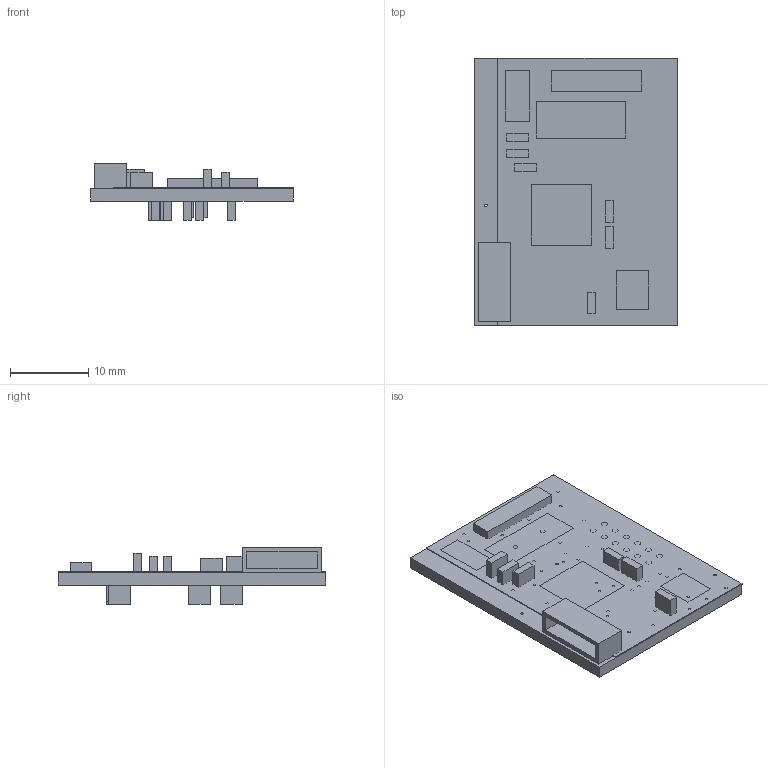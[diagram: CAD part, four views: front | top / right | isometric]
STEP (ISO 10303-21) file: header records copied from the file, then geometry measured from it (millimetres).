
FILE_DESCRIPTION(/* description */ (''),/* implementation_level */ '2;1');
FILE_NAME(/* name */ '4be55ee2-ecee-4f98-a046-ca715ea09f93.stp',/* time_stamp */ '2021-01-11T05:21:16+00:00',/* author */ (''),/* organization */ (''),/* preprocessor_version */ 'ST-DEVELOPER v18.1',/* originating_system */ 'Autodesk Translation Framework v9.7.1.1290',/* authorisation */ '');
FILE_SCHEMA (('AUTOMOTIVE_DESIGN { 1 0 10303 214 3 1 1 }'));
Length unit declared in the file: millimetre
Products named in the file (13): 4be55ee2-ecee-4f98-a046-ca715ea09f93; PCB Component; Board; 20pF; LED-0603; 10k; DISCRETECOMPONENTS_SWITCH; FE05-1; STM32F042K6T6; TCAN337D; ECS-80-S-4X; JST-8PIN; BACKPLANE_CONNECTORSESC
Assembly tree (25 placements, depth 3):
  4be55ee2-ecee-4f98-a046-ca715ea09f93
    PCB Component
      Board
      20pF  x10
      LED-0603
      10k  x5
      DISCRETECOMPONENTS_SWITCH
      FE05-1
      STM32F042K6T6
      TCAN337D
      ECS-80-S-4X
      JST-8PIN
      BACKPLANE_CONNECTORSESC
Bounding box: 25.79 x 34.16 x 7.23 mm (x, y, z)
Volume: 1671.8 mm3; surface area: 4666.5 mm2
Topology: 24 solids, 24 shells, 217 faces, 504 edges, 336 vertices
Faces by surface type: plane 149, cylinder 68
Full cylindrical faces by diameter (mm): 0.35 x49, 0.63 x2, 0.79 x12, 0.813 x5
Entity records: 5084 total; most frequent: DIRECTION 838, CARTESIAN_POINT 757, ORIENTED_EDGE 696, EDGE_CURVE 348, AXIS2_PLACEMENT_3D 313, EDGE_LOOP 276, VERTEX_POINT 232, LINE 212
